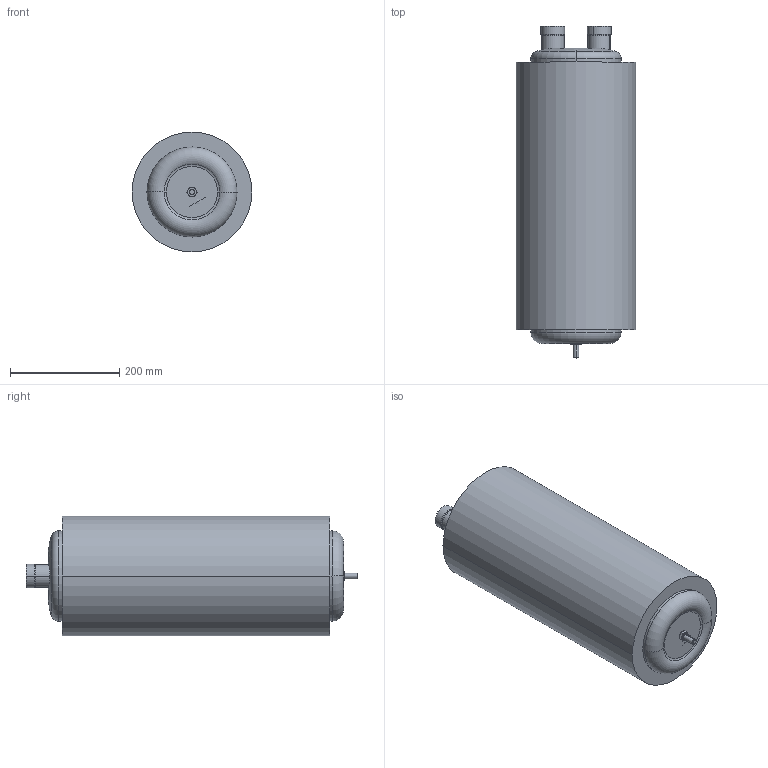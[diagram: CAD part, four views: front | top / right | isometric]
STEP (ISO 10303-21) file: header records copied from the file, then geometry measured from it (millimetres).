
FILE_DESCRIPTION((''),'2;1');
FILE_NAME('191U006710_ASM','2023-04-04T08:41:05',('U375483'),('DANFOSS COMMERCIAL COMPRESSOR'),'CREO PARAMETRIC BY PTC INC, 2022124','CREO PARAMETRIC BY PTC INC, 2022124','');
FILE_SCHEMA(('CONFIG_CONTROL_DESIGN'));
Length unit declared in the file: millimetre
Products named in the file (8): HEX_SCREW_GRADEAB_DIN_ISO_HG44E; 191U006710A_1; 191U006710B_1; 191U006710C_VALOR_PREDETERMINAD; 191U006710D_VALOR_PREDETERMINAD; 191U006710E_VALOR_PREDETERMINAD; 191U006710_1_ASM; 191U006710_ASM
Assembly tree (7 placements, depth 3):
  191U006710_ASM
    191U006710_1_ASM
      HEX_SCREW_GRADEAB_DIN_ISO_HG44E
      191U006710A_1
      191U006710B_1
      191U006710C_VALOR_PREDETERMINAD
      191U006710D_VALOR_PREDETERMINAD
      191U006710E_VALOR_PREDETERMINAD
Bounding box: 219 x 607.4 x 219 mm (x, y, z)
Volume: 9778062.4 mm3; surface area: 1033220 mm2
Topology: 6 solids, 6 shells, 127 faces, 282 edges, 166 vertices
Faces by surface type: cylinder 50, torus 34, plane 31, cone 8, bspline 4
Entity records: 4069 total; most frequent: CARTESIAN_POINT 961, DIRECTION 718, ORIENTED_EDGE 564, AXIS2_PLACEMENT_3D 324, EDGE_CURVE 282, CIRCLE 180, VERTEX_POINT 166, EDGE_LOOP 146
